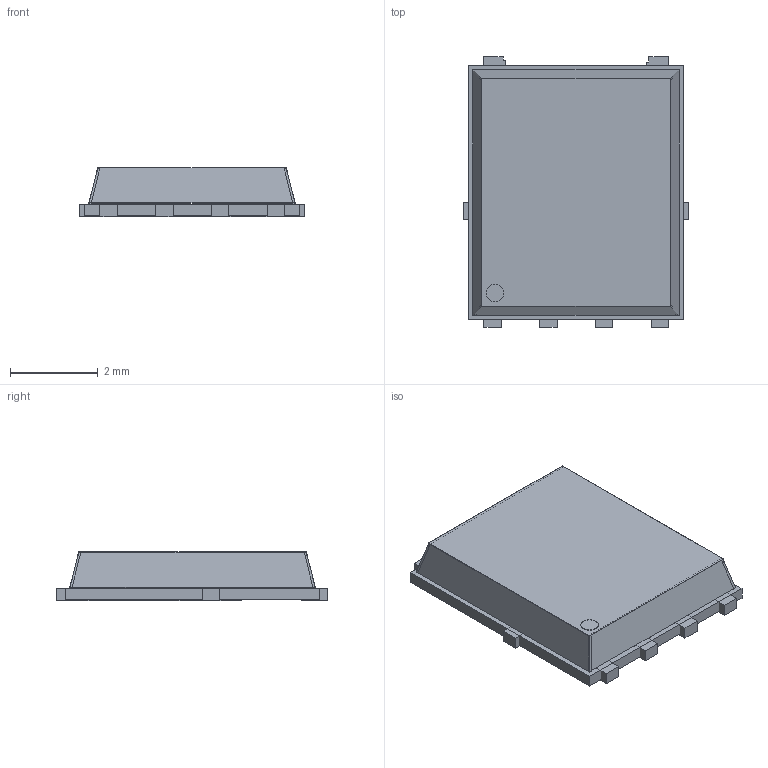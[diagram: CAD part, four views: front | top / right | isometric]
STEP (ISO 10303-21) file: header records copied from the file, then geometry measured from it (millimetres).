
FILE_DESCRIPTION (( 'STEP AP214' ), '1' );
FILE_NAME ('User Library-User Library-DFN5x6_SO8FL-1.STEP', '2024-07-27T12:37:16', ( '' ), ( '' ), 'SwSTEP 2.0', 'SolidWorks 2022', '' );
FILE_SCHEMA (( 'AUTOMOTIVE_DESIGN' ));
Length unit declared in the file: millimetre
Products named in the file (17): Extruded_2.STEP.STEP; User Library-User Library-DFN5x6_SO8FL-1; Extruded_4.STEP.STEP; Free-Models.STEP.STEP; User Library-DFN5x6_SO8FL.STEP; SIDE_S.STEP.STEP; 750905040.STEP.STEP; Extruded.STEP.STEP; Cylinder.STEP.STEP; Extruded_3.STEP.STEP; 500156144.STEP.STEP; User Library-DFN5x6_SO8FL.STEP.STEP; 587257496.STEP.STEP; 266863104.STEP.STEP; Extruded_5.STEP.STEP; Part9.STEP; SIDE_L.STEP.STEP
Assembly tree (21 placements, depth 6):
  User Library-User Library-DFN5x6_SO8FL-1
    User Library-DFN5x6_SO8FL.STEP
      User Library-DFN5x6_SO8FL.STEP.STEP
        Free-Models.STEP.STEP
          SIDE_S.STEP.STEP  x2
            Extruded.STEP.STEP
          SIDE_L.STEP.STEP  x2
            Extruded_2.STEP.STEP
          587257496.STEP.STEP
            Cylinder.STEP.STEP
          750905040.STEP.STEP
            Extruded_3.STEP.STEP
          266863104.STEP.STEP
            Extruded_4.STEP.STEP
          500156144.STEP.STEP  x4
            Extruded_5.STEP.STEP
      Part9.STEP
Bounding box: 5.15 x 6.17 x 1.13 mm (x, y, z)
Volume: 16 mm3; surface area: 187.2 mm2
Topology: 12 solids, 12 shells, 114 faces, 270 edges, 180 vertices
Faces by surface type: plane 112, cylinder 2
Entity records: 2666 total; most frequent: CARTESIAN_POINT 395, DIRECTION 388, ORIENTED_EDGE 348, EDGE_CURVE 174, LINE 170, VECTOR 170, VERTEX_POINT 116, AXIS2_PLACEMENT_3D 109
